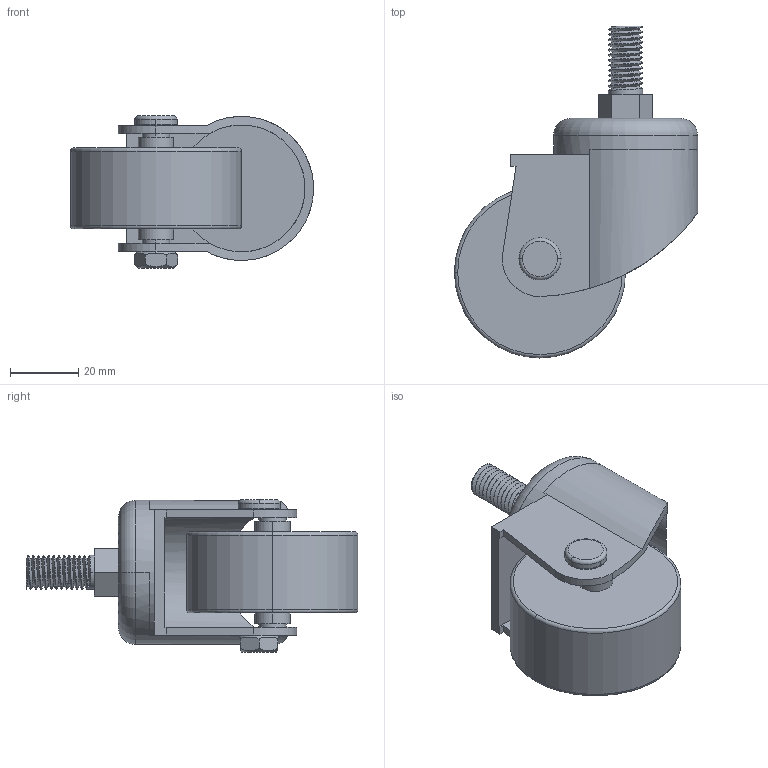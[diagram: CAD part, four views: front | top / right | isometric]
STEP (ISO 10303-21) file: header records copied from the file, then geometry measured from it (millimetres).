
FILE_DESCRIPTION((''),'2;1');
FILE_NAME('SK6-Z5073S_ASM','2019-11-18T15:51:15',('Administrator'),(''),'CREO PARAMETRIC BY PTC INC, 2018500','CREO PARAMETRIC BY PTC INC, 2018500','');
FILE_SCHEMA(('CONFIG_CONTROL_DESIGN'));
Length unit declared in the file: millimetre
Products named in the file (4): 1_2; 2_2; 3_1; SK6-Z5073S_ASM
Assembly tree (3 placements, depth 2):
  SK6-Z5073S_ASM
    1_2
    2_2
    3_1
Bounding box: 71.05 x 97 x 44.5 mm (x, y, z)
Volume: 74973.6 mm3; surface area: 24009.8 mm2
Topology: 3 solids, 3 shells, 111 faces, 294 edges, 196 vertices
Faces by surface type: cylinder 44, plane 43, torus 10, bspline 10, cone 4
Entity records: 6701 total; most frequent: CARTESIAN_POINT 3951, ORIENTED_EDGE 588, DIRECTION 510, EDGE_CURVE 294, AXIS2_PLACEMENT_3D 196, VERTEX_POINT 196, VECTOR 118, LINE 118
